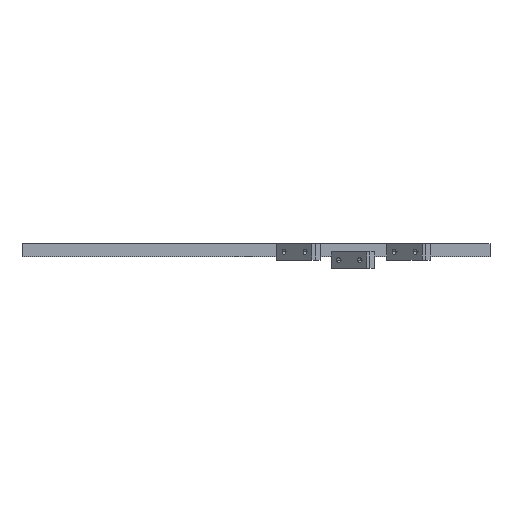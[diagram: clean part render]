
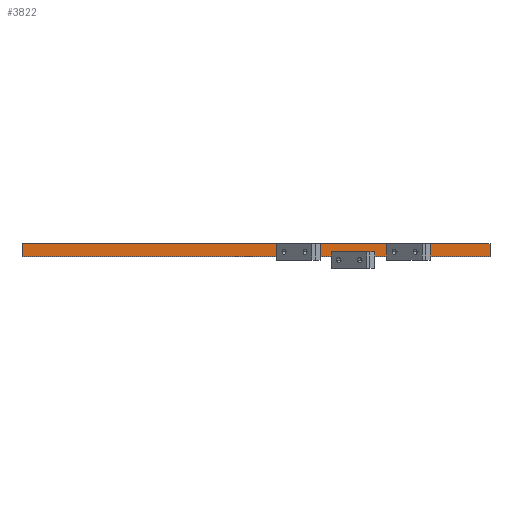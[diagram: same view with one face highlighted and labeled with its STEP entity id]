
A CAD part, left-side view. The second image highlights one B-rep face of the part: STEP entity #3822.
In plain terms, the highlighted face is planar.
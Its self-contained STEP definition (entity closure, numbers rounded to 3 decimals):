
#103 = CARTESIAN_POINT ( 'NONE',  ( 280., 325., 0. ) ) ;
#610 = DIRECTION ( 'NONE',  ( -1., 0., 0. ) ) ;
#809 = VECTOR ( 'NONE', #5640, 1000. ) ;
#1486 = DIRECTION ( 'NONE',  ( -1., 0., 0. ) ) ;
#1660 = ORIENTED_EDGE ( 'NONE', *, *, #7063, .T. ) ;
#1929 = CARTESIAN_POINT ( 'NONE',  ( 282., 325., 0. ) ) ;
#2090 = FACE_OUTER_BOUND ( 'NONE', #5324, .T. ) ;
#2358 = DIRECTION ( 'NONE',  ( 0., 1., 0. ) ) ;
#2474 = ORIENTED_EDGE ( 'NONE', *, *, #7814, .F. ) ;
#2597 = CARTESIAN_POINT ( 'NONE',  ( 282., 325., 0. ) ) ;
#2682 = DIRECTION ( 'NONE',  ( 0., 0., 1. ) ) ;
#3182 = CARTESIAN_POINT ( 'NONE',  ( 282., 325., 8. ) ) ;
#3192 = VERTEX_POINT ( 'NONE', #3182 ) ;
#3384 = VECTOR ( 'NONE', #610, 1000. ) ;
#3576 = VERTEX_POINT ( 'NONE', #9202 ) ;
#3603 = VECTOR ( 'NONE', #1486, 1000. ) ;
#3822 = ADVANCED_FACE ( 'NONE', ( #2090 ), #6035, .T. ) ;
#4224 = ORIENTED_EDGE ( 'NONE', *, *, #7014, .T. ) ;
#4788 = LINE ( 'NONE', #1929, #809 ) ;
#4918 = VECTOR ( 'NONE', #2682, 1000. ) ;
#5070 = CARTESIAN_POINT ( 'NONE',  ( 280., 325., 0. ) ) ;
#5324 = EDGE_LOOP ( 'NONE', ( #8869, #2474, #4224, #1660 ) ) ;
#5358 = LINE ( 'NONE', #5943, #3603 ) ;
#5618 = LINE ( 'NONE', #5070, #3384 ) ;
#5640 = DIRECTION ( 'NONE',  ( 0., 0., 1. ) ) ;
#5649 = CARTESIAN_POINT ( 'NONE',  ( -2., 325., 0. ) ) ;
#5943 = CARTESIAN_POINT ( 'NONE',  ( 280., 325., 8. ) ) ;
#5948 = CARTESIAN_POINT ( 'NONE',  ( -2., 325., 8. ) ) ;
#6035 = PLANE ( 'NONE',  #7349 ) ;
#6304 = VERTEX_POINT ( 'NONE', #5948 ) ;
#7014 = EDGE_CURVE ( 'NONE', #8300, #3576, #5618, .T. ) ;
#7063 = EDGE_CURVE ( 'NONE', #3576, #6304, #8875, .T. ) ;
#7349 = AXIS2_PLACEMENT_3D ( 'NONE', #103, #2358, #7555 ) ;
#7555 = DIRECTION ( 'NONE',  ( -1., 0., 0. ) ) ;
#7814 = EDGE_CURVE ( 'NONE', #8300, #3192, #4788, .T. ) ;
#8024 = EDGE_CURVE ( 'NONE', #3192, #6304, #5358, .T. ) ;
#8300 = VERTEX_POINT ( 'NONE', #2597 ) ;
#8869 = ORIENTED_EDGE ( 'NONE', *, *, #8024, .F. ) ;
#8875 = LINE ( 'NONE', #5649, #4918 ) ;
#9202 = CARTESIAN_POINT ( 'NONE',  ( -2., 325., 0. ) ) ;
